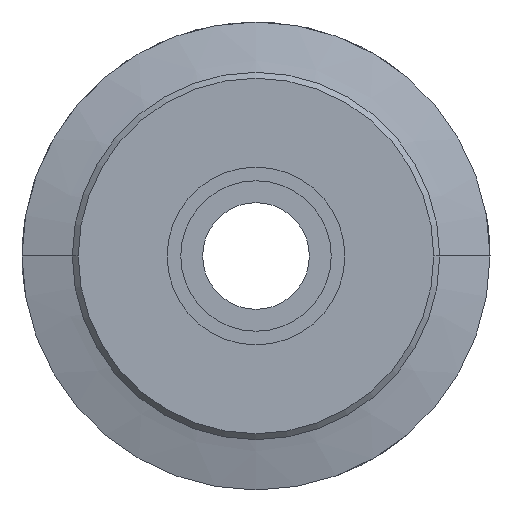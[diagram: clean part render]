
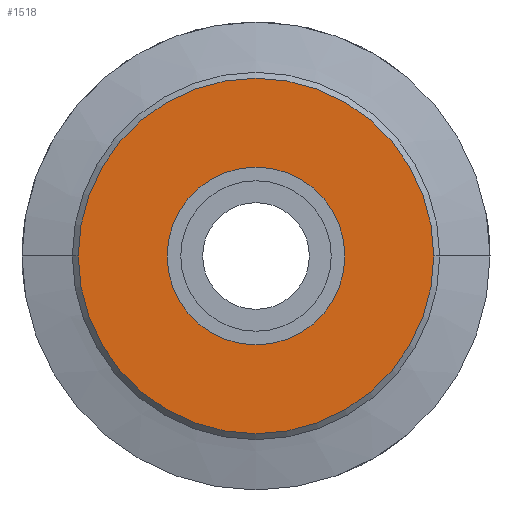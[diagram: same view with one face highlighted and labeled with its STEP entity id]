
A CAD part, left-side view. The second image highlights one B-rep face of the part: STEP entity #1518.
In plain terms, the highlighted planar face has unit normal (-1, 0, 0).
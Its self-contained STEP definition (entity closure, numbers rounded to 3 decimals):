
#90 = CIRCLE ( 'NONE', #1239, 15. ) ;
#132 = CARTESIAN_POINT ( 'NONE',  ( -12., 7.5, 0. ) ) ;
#219 = DIRECTION ( 'NONE',  ( -1., 0., 0. ) ) ;
#280 = CARTESIAN_POINT ( 'NONE',  ( -12., 15., 0. ) ) ;
#286 = CARTESIAN_POINT ( 'NONE',  ( -12., 0., 0. ) ) ;
#294 = PLANE ( 'NONE',  #2400 ) ;
#355 = EDGE_CURVE ( 'NONE', #1027, #1457, #90, .T. ) ;
#358 = CIRCLE ( 'NONE', #1698, 7.5 ) ;
#364 = ORIENTED_EDGE ( 'NONE', *, *, #1183, .T. ) ;
#372 = DIRECTION ( 'NONE',  ( -1., 0., 0. ) ) ;
#417 = ORIENTED_EDGE ( 'NONE', *, *, #1362, .T. ) ;
#439 = DIRECTION ( 'NONE',  ( 0., -1., 0. ) ) ;
#462 = VERTEX_POINT ( 'NONE', #1661 ) ;
#478 = CIRCLE ( 'NONE', #1603, 7.5 ) ;
#546 = ORIENTED_EDGE ( 'NONE', *, *, #1935, .T. ) ;
#603 = VERTEX_POINT ( 'NONE', #2049 ) ;
#647 = ORIENTED_EDGE ( 'NONE', *, *, #355, .T. ) ;
#1027 = VERTEX_POINT ( 'NONE', #280 ) ;
#1079 = CARTESIAN_POINT ( 'NONE',  ( -12., 0., 0. ) ) ;
#1092 = DIRECTION ( 'NONE',  ( 1., 0., 0. ) ) ;
#1104 = DIRECTION ( 'NONE',  ( 0., 1., 0. ) ) ;
#1169 = CIRCLE ( 'NONE', #2181, 15. ) ;
#1183 = EDGE_CURVE ( 'NONE', #603, #462, #358, .T. ) ;
#1196 = CARTESIAN_POINT ( 'NONE',  ( -12., 0., 0. ) ) ;
#1203 = DIRECTION ( 'NONE',  ( -1., 0., 0. ) ) ;
#1222 = DIRECTION ( 'NONE',  ( 0., -1., 0. ) ) ;
#1239 = AXIS2_PLACEMENT_3D ( 'NONE', #286, #372, #2200 ) ;
#1362 = EDGE_CURVE ( 'NONE', #462, #603, #478, .T. ) ;
#1457 = VERTEX_POINT ( 'NONE', #1737 ) ;
#1518 = ADVANCED_FACE ( 'NONE', ( #2256, #1677 ), #294, .T. ) ;
#1603 = AXIS2_PLACEMENT_3D ( 'NONE', #2543, #2396, #2576 ) ;
#1661 = CARTESIAN_POINT ( 'NONE',  ( -12., 7.5, 0. ) ) ;
#1677 = FACE_BOUND ( 'NONE', #2241, .T. ) ;
#1698 = AXIS2_PLACEMENT_3D ( 'NONE', #1079, #1092, #1104 ) ;
#1737 = CARTESIAN_POINT ( 'NONE',  ( -12., -15., 0. ) ) ;
#1935 = EDGE_CURVE ( 'NONE', #1457, #1027, #1169, .T. ) ;
#2049 = CARTESIAN_POINT ( 'NONE',  ( -12., -7.5, 0. ) ) ;
#2126 = EDGE_LOOP ( 'NONE', ( #647, #546 ) ) ;
#2181 = AXIS2_PLACEMENT_3D ( 'NONE', #1196, #1203, #1222 ) ;
#2200 = DIRECTION ( 'NONE',  ( 0., -1., 0. ) ) ;
#2241 = EDGE_LOOP ( 'NONE', ( #417, #364 ) ) ;
#2256 = FACE_OUTER_BOUND ( 'NONE', #2126, .T. ) ;
#2396 = DIRECTION ( 'NONE',  ( 1., 0., 0. ) ) ;
#2400 = AXIS2_PLACEMENT_3D ( 'NONE', #132, #219, #439 ) ;
#2543 = CARTESIAN_POINT ( 'NONE',  ( -12., 0., 0. ) ) ;
#2576 = DIRECTION ( 'NONE',  ( 0., 1., 0. ) ) ;
